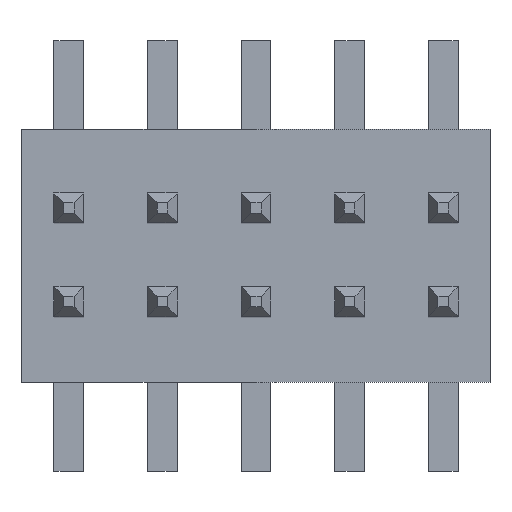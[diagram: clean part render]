
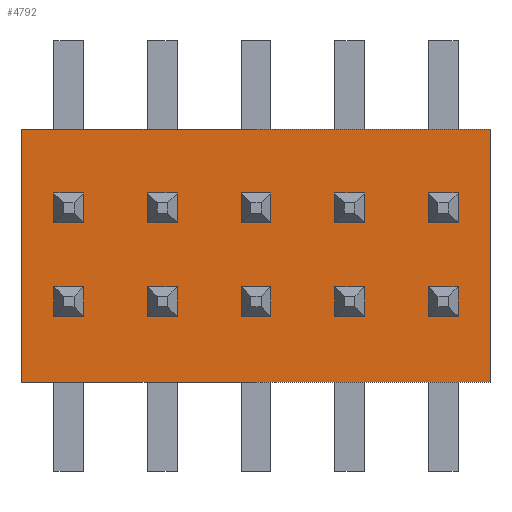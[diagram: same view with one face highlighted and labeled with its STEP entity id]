
A CAD part, top view. The second image highlights one B-rep face of the part: STEP entity #4792.
In plain terms, the highlighted face is planar.
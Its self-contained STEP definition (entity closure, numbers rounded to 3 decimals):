
#4660 = EDGE_CURVE('',#4661,#4663,#4665,.T.);
#4661 = VERTEX_POINT('',#4662);
#4662 = CARTESIAN_POINT('',(-3.175,1.753,-1.715));
#4663 = VERTEX_POINT('',#4664);
#4664 = CARTESIAN_POINT('',(-3.175,1.753,1.715));
#4665 = LINE('',#4666,#4667);
#4666 = CARTESIAN_POINT('',(-3.175,1.753,-1.715));
#4667 = VECTOR('',#4668,1.);
#4668 = DIRECTION('',(0.,0.,1.));
#4700 = EDGE_CURVE('',#4663,#4701,#4703,.T.);
#4701 = VERTEX_POINT('',#4702);
#4702 = CARTESIAN_POINT('',(3.175,1.753,1.715));
#4703 = LINE('',#4704,#4705);
#4704 = CARTESIAN_POINT('',(-3.175,1.753,1.715));
#4705 = VECTOR('',#4706,1.);
#4706 = DIRECTION('',(1.,0.,0.));
#4731 = EDGE_CURVE('',#4701,#4732,#4734,.T.);
#4732 = VERTEX_POINT('',#4733);
#4733 = CARTESIAN_POINT('',(3.175,1.753,-1.715));
#4734 = LINE('',#4735,#4736);
#4735 = CARTESIAN_POINT('',(3.175,1.753,1.715));
#4736 = VECTOR('',#4737,1.);
#4737 = DIRECTION('',(0.,0.,-1.));
#4762 = EDGE_CURVE('',#4732,#4661,#4763,.T.);
#4763 = LINE('',#4764,#4765);
#4764 = CARTESIAN_POINT('',(3.175,1.753,-1.715));
#4765 = VECTOR('',#4766,1.);
#4766 = DIRECTION('',(-1.,0.,0.));
#4792 = ADVANCED_FACE('',(#4793),#4799,.T.);
#4793 = FACE_BOUND('',#4794,.T.);
#4794 = EDGE_LOOP('',(#4795,#4796,#4797,#4798));
#4795 = ORIENTED_EDGE('',*,*,#4660,.T.);
#4796 = ORIENTED_EDGE('',*,*,#4700,.T.);
#4797 = ORIENTED_EDGE('',*,*,#4731,.T.);
#4798 = ORIENTED_EDGE('',*,*,#4762,.T.);
#4799 = PLANE('',#4800);
#4800 = AXIS2_PLACEMENT_3D('',#4801,#4802,#4803);
#4801 = CARTESIAN_POINT('',(0.,1.753,0.));
#4802 = DIRECTION('',(0.,1.,0.));
#4803 = DIRECTION('',(0.,-0.,1.));
